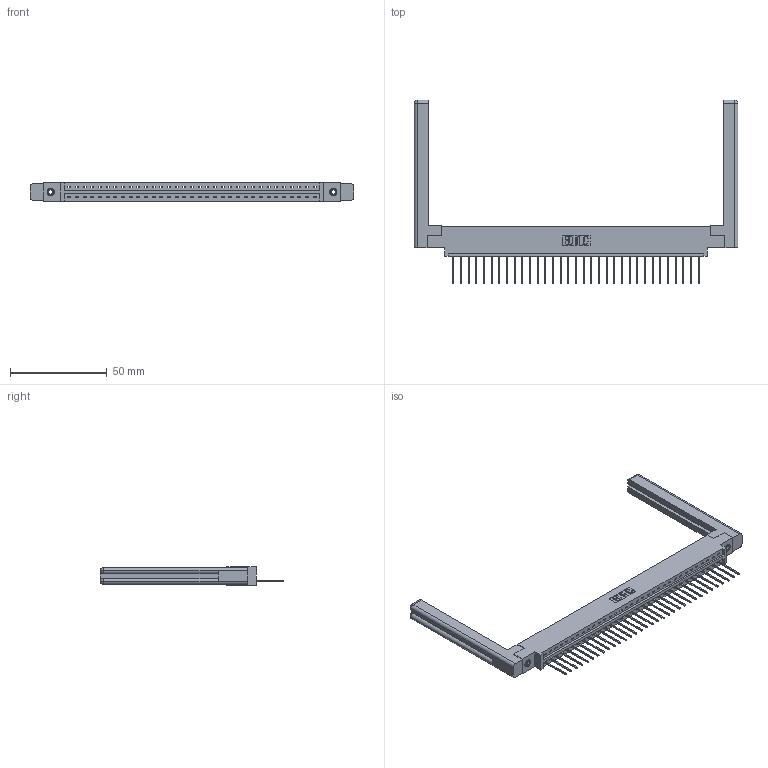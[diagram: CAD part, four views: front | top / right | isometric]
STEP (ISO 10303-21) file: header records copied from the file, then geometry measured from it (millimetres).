
FILE_DESCRIPTION (( 'STEP AP203' ), '1' );
FILE_NAME ('337-033-540-658.STEP', '2019-10-01T10:49:26', ( '' ), ( '' ), 'SwSTEP 2.0', 'SolidWorks 2016', '' );
FILE_SCHEMA (( 'CONFIG_CONTROL_DESIGN' ));
Length unit declared in the file: inch
Products named in the file (5): 345-292-001_345-293-140; 337-033-540-658; 337 Part_0.170 Offset - 0.156 Dia-TI; 345-250-001_345-250-001-102; 307-220-058
Assembly tree (38 placements, depth 2):
  337-033-540-658
    337 Part_0.170 Offset - 0.156 Dia-TI
    345-292-001_345-293-140  x33
    345-250-001_345-250-001-102  x2
    307-220-058  x2
Bounding box: 167.39 x 94.87 x 9.4 mm (x, y, z)
Volume: 24373.7 mm3; surface area: 23376.7 mm2
Topology: 38 solids, 38 shells, 2306 faces, 6881 edges, 4530 vertices
Faces by surface type: plane 1676, cylinder 606, cone 12, torus 12
Entity records: 28478 total; most frequent: CARTESIAN_POINT 4960, ORIENTED_EDGE 4868, DIRECTION 4212, EDGE_CURVE 2434, VECTOR 2258, LINE 2258, VERTEX_POINT 1614, AXIS2_PLACEMENT_3D 977
